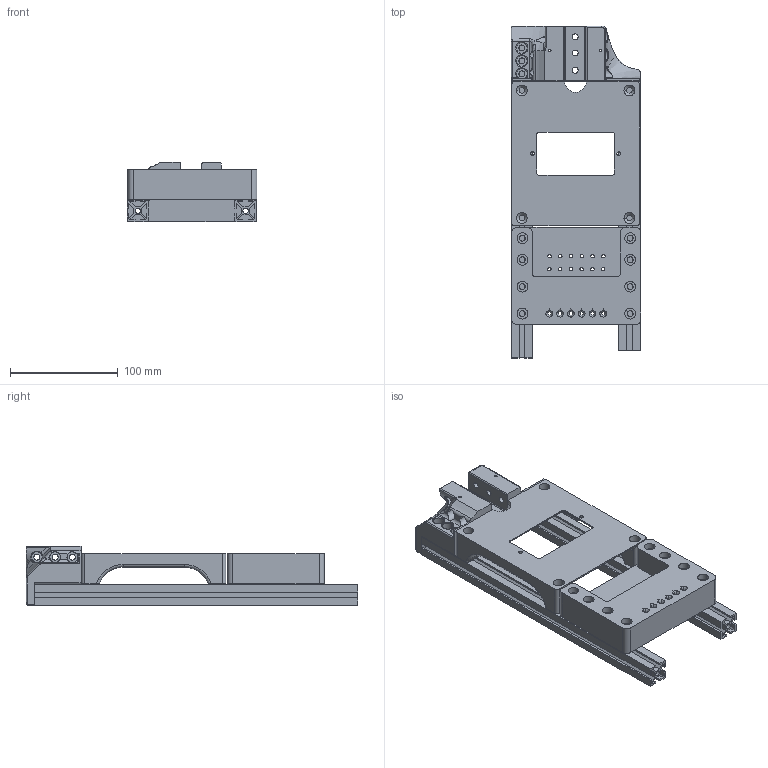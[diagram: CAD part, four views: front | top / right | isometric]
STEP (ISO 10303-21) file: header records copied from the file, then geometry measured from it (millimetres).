
FILE_DESCRIPTION(/* description */ ('STEP AP242','CAx-IF Rec.Pracs.---Representation and Presentation of Product Manufacturing Information (PMI)---4.0---2014-10-13','CAx-IF Rec.Pracs.---3D Tessellated Geometry---0.4---2014-09-14','2;1'),/* implementation_level */ '2;1');
FILE_NAME(/* name */ '67c928c5c82e9f4ca9b48fc1',/* time_stamp */ '2025-03-06T04:47:03Z',/* author */ (''),/* organization */ (''),/* preprocessor_version */ 'ST-DEVELOPER v20',/* originating_system */ 'ONSHAPE BY PTC INC, 1.194',/* authorisation */ ' ');
FILE_SCHEMA (('AP242_MANAGED_MODEL_BASED_3D_ENGINEERING_MIM_LF { 1 0 10303 442 1 1 4 }'));
Length unit declared in the file: metre
Products named in the file (6): Explorer; Foot - Through Body - M4 Heat Set Inserts; Face Plate v2 - Single Humbucker; Offset Shoulder; Aluminum Extrusion 250mm; Aluminum Extrusion 300mm
Assembly tree (5 placements, depth 2):
  Explorer
    Foot - Through Body - M4 Heat Set Inserts
    Face Plate v2 - Single Humbucker
    Offset Shoulder
    Aluminum Extrusion 250mm
    Aluminum Extrusion 300mm
Bounding box: 120.53 x 308 x 55 mm (x, y, z)
Volume: 545090.7 mm3; surface area: 225296.9 mm2
Topology: 5 solids, 5 shells, 621 faces, 1679 edges, 1066 vertices
Faces by surface type: cylinder 275, plane 200, bspline 66, torus 50, cone 22, sphere 8
Entity records: 22013 total; most frequent: CARTESIAN_POINT 6217, ORIENTED_EDGE 3324, DIRECTION 3261, EDGE_CURVE 1662, AXIS2_PLACEMENT_3D 1252, VERTEX_POINT 1066, LINE 757, VECTOR 757
